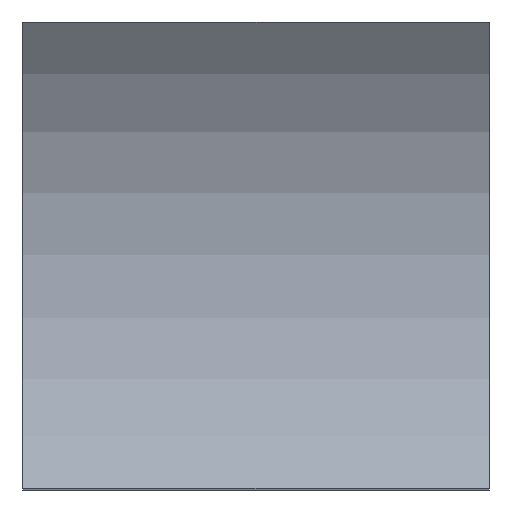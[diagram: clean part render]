
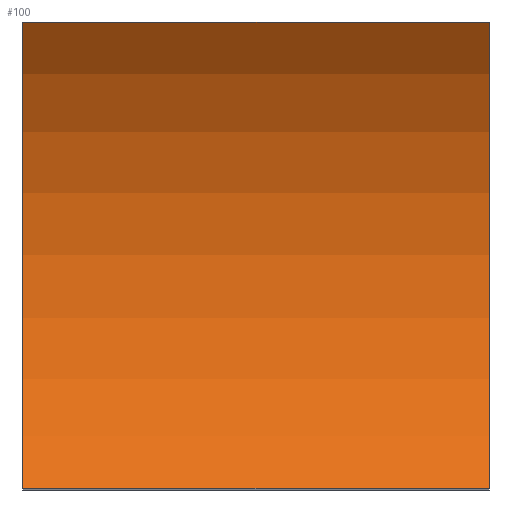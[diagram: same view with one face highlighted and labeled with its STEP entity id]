
A CAD part, top view. The second image highlights one B-rep face of the part: STEP entity #100.
In plain terms, the highlighted cylindrical face has radius 48.5 mm (diameter 97 mm), a partial arc.
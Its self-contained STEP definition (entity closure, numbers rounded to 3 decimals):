
#15=CYLINDRICAL_SURFACE('',#127,48.5);
#17=FACE_OUTER_BOUND('',#23,.T.);
#23=EDGE_LOOP('',(#74,#75,#76,#77));
#28=CIRCLE('',#126,48.5);
#29=CIRCLE('',#128,48.5);
#33=LINE('',#173,#43);
#34=LINE('',#176,#44);
#43=VECTOR('',#144,10.);
#44=VECTOR('',#147,10.);
#51=VERTEX_POINT('',#164);
#52=VERTEX_POINT('',#166);
#54=VERTEX_POINT('',#172);
#55=VERTEX_POINT('',#174);
#59=EDGE_CURVE('',#51,#52,#28,.T.);
#62=EDGE_CURVE('',#54,#51,#33,.T.);
#63=EDGE_CURVE('',#55,#54,#29,.T.);
#64=EDGE_CURVE('',#52,#55,#34,.T.);
#74=ORIENTED_EDGE('',*,*,#62,.F.);
#75=ORIENTED_EDGE('',*,*,#63,.F.);
#76=ORIENTED_EDGE('',*,*,#64,.F.);
#77=ORIENTED_EDGE('',*,*,#59,.F.);
#100=ADVANCED_FACE('',(#17),#15,.F.);
#126=AXIS2_PLACEMENT_3D('',#167,#138,#139);
#127=AXIS2_PLACEMENT_3D('',#171,#142,#143);
#128=AXIS2_PLACEMENT_3D('',#175,#145,#146);
#138=DIRECTION('center_axis',(1.,0.,0.));
#139=DIRECTION('ref_axis',(0.,-1.,0.));
#142=DIRECTION('center_axis',(1.,0.,0.));
#143=DIRECTION('ref_axis',(0.,-1.,0.));
#144=DIRECTION('',(-1.,0.,0.));
#145=DIRECTION('center_axis',(-1.,0.,0.));
#146=DIRECTION('ref_axis',(0.,-1.,0.));
#147=DIRECTION('',(1.,0.,0.));
#164=CARTESIAN_POINT('',(-30.,-30.,-38.108));
#166=CARTESIAN_POINT('',(-30.,30.,-38.108));
#167=CARTESIAN_POINT('Origin',(-30.,0.,0.));
#171=CARTESIAN_POINT('Origin',(0.,0.,0.));
#172=CARTESIAN_POINT('',(30.,-30.,-38.108));
#173=CARTESIAN_POINT('',(0.,-30.,-38.108));
#174=CARTESIAN_POINT('',(30.,30.,-38.108));
#175=CARTESIAN_POINT('Origin',(30.,0.,0.));
#176=CARTESIAN_POINT('',(0.,30.,-38.108));
